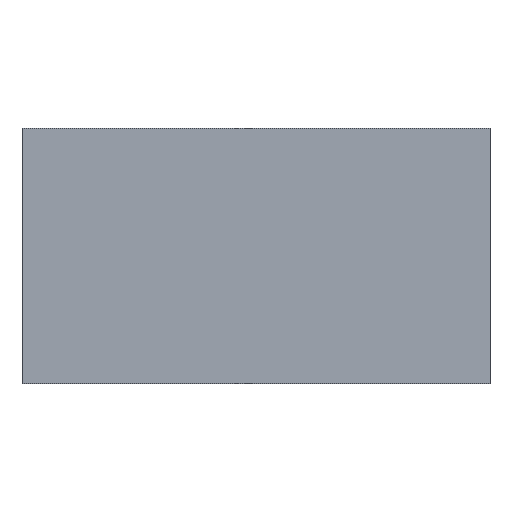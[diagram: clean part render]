
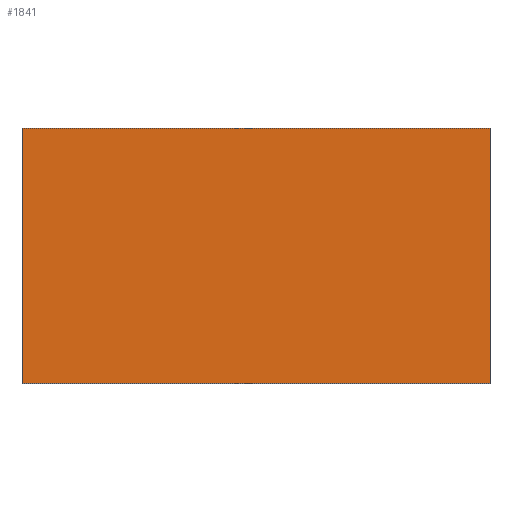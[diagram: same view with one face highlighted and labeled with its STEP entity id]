
A CAD part, top view. The second image highlights one B-rep face of the part: STEP entity #1841.
In plain terms, the highlighted planar face has unit normal (0, 0, 1).
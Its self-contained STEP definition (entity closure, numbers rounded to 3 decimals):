
#181=FACE_OUTER_BOUND('',#279,.T.);
#279=EDGE_LOOP('',(#1366,#1367,#1368,#1369));
#407=LINE('',#2782,#610);
#430=LINE('',#3020,#633);
#431=LINE('',#3023,#634);
#433=LINE('',#3026,#636);
#610=VECTOR('',#2210,10.);
#633=VECTOR('',#2263,10.);
#634=VECTOR('',#2266,10.);
#636=VECTOR('',#2270,10.);
#804=VERTEX_POINT('',#2779);
#805=VERTEX_POINT('',#2781);
#819=VERTEX_POINT('',#3018);
#820=VERTEX_POINT('',#3022);
#993=EDGE_CURVE('',#805,#804,#407,.T.);
#1021=EDGE_CURVE('',#804,#819,#430,.T.);
#1022=EDGE_CURVE('',#820,#805,#431,.T.);
#1024=EDGE_CURVE('',#819,#820,#433,.T.);
#1366=ORIENTED_EDGE('',*,*,#1024,.T.);
#1367=ORIENTED_EDGE('',*,*,#1022,.T.);
#1368=ORIENTED_EDGE('',*,*,#993,.T.);
#1369=ORIENTED_EDGE('',*,*,#1021,.T.);
#1769=PLANE('',#2005);
#1841=ADVANCED_FACE('',(#181),#1769,.T.);
#2005=AXIS2_PLACEMENT_3D('',#3027,#2271,#2272);
#2210=DIRECTION('',(0.,-1.,0.));
#2263=DIRECTION('',(1.,0.,0.));
#2266=DIRECTION('',(-1.,0.,0.));
#2270=DIRECTION('',(0.,1.,0.));
#2271=DIRECTION('center_axis',(0.,0.,1.));
#2272=DIRECTION('ref_axis',(1.,0.,0.));
#2779=CARTESIAN_POINT('',(-8.676,-15.,15.));
#2781=CARTESIAN_POINT('',(-8.676,15.,15.));
#2782=CARTESIAN_POINT('',(-8.676,15.,15.));
#3018=CARTESIAN_POINT('',(46.324,-15.,15.));
#3020=CARTESIAN_POINT('',(-8.676,-15.,15.));
#3022=CARTESIAN_POINT('',(46.324,15.,15.));
#3023=CARTESIAN_POINT('',(46.324,15.,15.));
#3026=CARTESIAN_POINT('',(46.324,-15.,15.));
#3027=CARTESIAN_POINT('Origin',(18.824,0.,15.));
